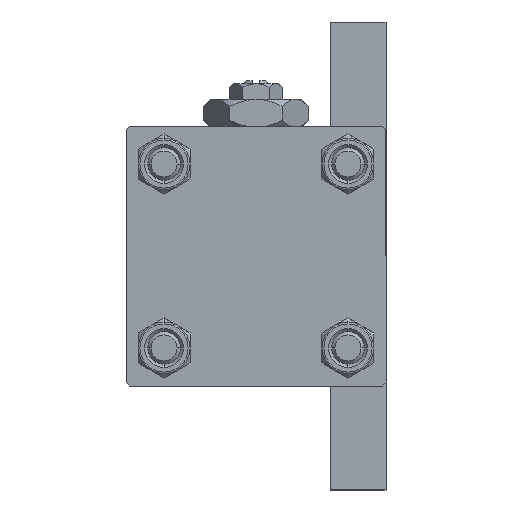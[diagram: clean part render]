
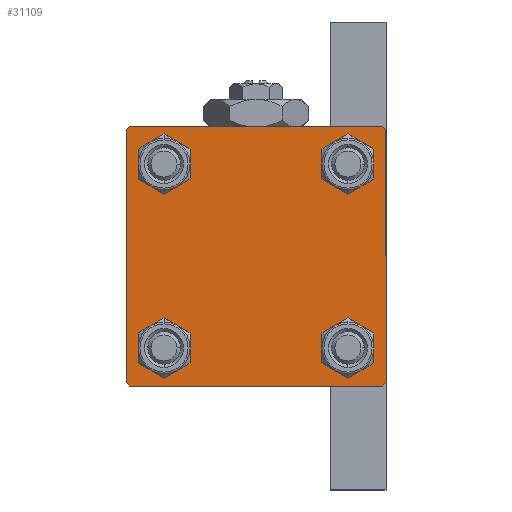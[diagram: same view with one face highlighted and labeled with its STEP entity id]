
A CAD part, left-side view. The second image highlights one B-rep face of the part: STEP entity #31109.
In plain terms, the highlighted planar face has unit normal (-1, 0, 0).
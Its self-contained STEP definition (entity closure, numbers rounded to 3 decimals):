
#94 = FACE_BOUND ( 'NONE', #1214, .T. ) ;
#322 = DIRECTION ( 'NONE',  ( 1., 0., 0. ) ) ;
#911 = DIRECTION ( 'NONE',  ( 1., 0., 0. ) ) ;
#1214 = EDGE_LOOP ( 'NONE', ( #2100, #33469 ) ) ;
#1596 = CARTESIAN_POINT ( 'NONE',  ( 0., -14.15, 14.15 ) ) ;
#2100 = ORIENTED_EDGE ( 'NONE', *, *, #26709, .T. ) ;
#2104 = EDGE_CURVE ( 'NONE', #6459, #27873, #27255, .T. ) ;
#2222 = DIRECTION ( 'NONE',  ( 1., 0., 0. ) ) ;
#3614 = EDGE_CURVE ( 'NONE', #27873, #6459, #22605, .T. ) ;
#3835 = EDGE_CURVE ( 'NONE', #25455, #38250, #7785, .T. ) ;
#3980 = CARTESIAN_POINT ( 'NONE',  ( 0., -19.75, -19.75 ) ) ;
#4004 = DIRECTION ( 'NONE',  ( 0., -1., 0. ) ) ;
#4082 = ORIENTED_EDGE ( 'NONE', *, *, #10017, .F. ) ;
#4490 = CARTESIAN_POINT ( 'NONE',  ( 0., 20., 20. ) ) ;
#5336 = AXIS2_PLACEMENT_3D ( 'NONE', #46896, #36204, #28357 ) ;
#5378 = ORIENTED_EDGE ( 'NONE', *, *, #28477, .T. ) ;
#5550 = CARTESIAN_POINT ( 'NONE',  ( 0., -14.15, -14.15 ) ) ;
#6251 = DIRECTION ( 'NONE',  ( 0., -0.707, -0.707 ) ) ;
#6459 = VERTEX_POINT ( 'NONE', #48233 ) ;
#6904 = LINE ( 'NONE', #49285, #45743 ) ;
#7588 = CARTESIAN_POINT ( 'NONE',  ( 0., 14.15, 11.15 ) ) ;
#7785 = LINE ( 'NONE', #3980, #20942 ) ;
#8158 = CARTESIAN_POINT ( 'NONE',  ( 0., -19.75, 19.75 ) ) ;
#8521 = EDGE_CURVE ( 'NONE', #43173, #25455, #24405, .T. ) ;
#8631 = EDGE_CURVE ( 'NONE', #25268, #45769, #23680, .T. ) ;
#8922 = CARTESIAN_POINT ( 'NONE',  ( 0., 20., 20. ) ) ;
#9018 = AXIS2_PLACEMENT_3D ( 'NONE', #5550, #322, #19380 ) ;
#9047 = LINE ( 'NONE', #4490, #48877 ) ;
#9148 = DIRECTION ( 'NONE',  ( 1., 0., 0. ) ) ;
#9472 = DIRECTION ( 'NONE',  ( 0., 0., 1. ) ) ;
#9595 = VERTEX_POINT ( 'NONE', #39705 ) ;
#9765 = ORIENTED_EDGE ( 'NONE', *, *, #18104, .T. ) ;
#10017 = EDGE_CURVE ( 'NONE', #20633, #20162, #9047, .T. ) ;
#10164 = CIRCLE ( 'NONE', #38545, 3. ) ;
#11793 = CIRCLE ( 'NONE', #32072, 3. ) ;
#11985 = EDGE_CURVE ( 'NONE', #20633, #46262, #42076, .T. ) ;
#12126 = CARTESIAN_POINT ( 'NONE',  ( 0., 14.15, -11.15 ) ) ;
#12357 = DIRECTION ( 'NONE',  ( 0., 0., 1. ) ) ;
#12937 = VERTEX_POINT ( 'NONE', #42816 ) ;
#13234 = ORIENTED_EDGE ( 'NONE', *, *, #3835, .T. ) ;
#13242 = EDGE_CURVE ( 'NONE', #45769, #25268, #10164, .T. ) ;
#13478 = DIRECTION ( 'NONE',  ( 0., 0., 1. ) ) ;
#14006 = VECTOR ( 'NONE', #49916, 1000. ) ;
#14146 = VERTEX_POINT ( 'NONE', #18455 ) ;
#14959 = EDGE_LOOP ( 'NONE', ( #23937, #15294 ) ) ;
#15294 = ORIENTED_EDGE ( 'NONE', *, *, #3614, .T. ) ;
#15348 = FACE_BOUND ( 'NONE', #27168, .T. ) ;
#15435 = CARTESIAN_POINT ( 'NONE',  ( 0., -14.15, 11.15 ) ) ;
#15587 = FACE_BOUND ( 'NONE', #45545, .T. ) ;
#15636 = VECTOR ( 'NONE', #36561, 1000. ) ;
#16087 = FACE_BOUND ( 'NONE', #14959, .T. ) ;
#16176 = CARTESIAN_POINT ( 'NONE',  ( 0., -19.5, -20. ) ) ;
#16213 = AXIS2_PLACEMENT_3D ( 'NONE', #27587, #911, #12357 ) ;
#17084 = DIRECTION ( 'NONE',  ( 1., 0., 0. ) ) ;
#17845 = CARTESIAN_POINT ( 'NONE',  ( 0., 14.15, -17.15 ) ) ;
#17899 = EDGE_LOOP ( 'NONE', ( #38242, #9765, #48005, #13234, #47446, #19278, #4082, #34984 ) ) ;
#18104 = EDGE_CURVE ( 'NONE', #9595, #43173, #47686, .T. ) ;
#18455 = CARTESIAN_POINT ( 'NONE',  ( 0., -14.15, -17.15 ) ) ;
#18462 = VECTOR ( 'NONE', #43187, 1000. ) ;
#18813 = CARTESIAN_POINT ( 'NONE',  ( 0., -20., -19.5 ) ) ;
#18967 = CARTESIAN_POINT ( 'NONE',  ( 0., 19.75, 19.75 ) ) ;
#19278 = ORIENTED_EDGE ( 'NONE', *, *, #27446, .T. ) ;
#19380 = DIRECTION ( 'NONE',  ( 0., 0., 1. ) ) ;
#19392 = DIRECTION ( 'NONE',  ( -1., 0., 0. ) ) ;
#19467 = DIRECTION ( 'NONE',  ( 0., -0.707, 0.707 ) ) ;
#20162 = VERTEX_POINT ( 'NONE', #27002 ) ;
#20250 = CARTESIAN_POINT ( 'NONE',  ( 0., 20., 19.5 ) ) ;
#20633 = VERTEX_POINT ( 'NONE', #43159 ) ;
#20825 = CARTESIAN_POINT ( 'NONE',  ( 0., 14.15, -14.15 ) ) ;
#20942 = VECTOR ( 'NONE', #19467, 1000. ) ;
#21068 = CARTESIAN_POINT ( 'NONE',  ( 0., 19.5, -20. ) ) ;
#22404 = DIRECTION ( 'NONE',  ( 0., 0., -1. ) ) ;
#22605 = CIRCLE ( 'NONE', #33931, 3. ) ;
#23395 = EDGE_CURVE ( 'NONE', #14146, #34973, #34041, .T. ) ;
#23680 = CIRCLE ( 'NONE', #29351, 3. ) ;
#23907 = LINE ( 'NONE', #8158, #18462 ) ;
#23937 = ORIENTED_EDGE ( 'NONE', *, *, #2104, .T. ) ;
#24192 = VERTEX_POINT ( 'NONE', #12126 ) ;
#24405 = LINE ( 'NONE', #43923, #35034 ) ;
#24421 = LINE ( 'NONE', #8922, #15636 ) ;
#24695 = AXIS2_PLACEMENT_3D ( 'NONE', #31557, #19392, #39676 ) ;
#25268 = VERTEX_POINT ( 'NONE', #15435 ) ;
#25455 = VERTEX_POINT ( 'NONE', #16176 ) ;
#25850 = DIRECTION ( 'NONE',  ( 0., 0., 1. ) ) ;
#26709 = EDGE_CURVE ( 'NONE', #34973, #14146, #48779, .T. ) ;
#26835 = ORIENTED_EDGE ( 'NONE', *, *, #33506, .T. ) ;
#27002 = CARTESIAN_POINT ( 'NONE',  ( 0., -19.5, 20. ) ) ;
#27168 = EDGE_LOOP ( 'NONE', ( #27492, #39525 ) ) ;
#27255 = CIRCLE ( 'NONE', #5336, 3. ) ;
#27446 = EDGE_CURVE ( 'NONE', #12937, #20162, #23907, .T. ) ;
#27492 = ORIENTED_EDGE ( 'NONE', *, *, #13242, .T. ) ;
#27587 = CARTESIAN_POINT ( 'NONE',  ( 0., -14.15, -14.15 ) ) ;
#27838 = AXIS2_PLACEMENT_3D ( 'NONE', #20825, #9148, #39378 ) ;
#27873 = VERTEX_POINT ( 'NONE', #7588 ) ;
#28357 = DIRECTION ( 'NONE',  ( 0., 0., 1. ) ) ;
#28477 = EDGE_CURVE ( 'NONE', #35915, #24192, #42422, .T. ) ;
#29093 = CARTESIAN_POINT ( 'NONE',  ( 0., 19.75, -19.75 ) ) ;
#29351 = AXIS2_PLACEMENT_3D ( 'NONE', #29453, #33257, #13478 ) ;
#29453 = CARTESIAN_POINT ( 'NONE',  ( 0., -14.15, 14.15 ) ) ;
#29549 = CARTESIAN_POINT ( 'NONE',  ( 0., -14.15, 17.15 ) ) ;
#30551 = EDGE_CURVE ( 'NONE', #12937, #38250, #6904, .T. ) ;
#31063 = PLANE ( 'NONE',  #24695 ) ;
#31109 = ADVANCED_FACE ( 'NONE', ( #15348, #94, #15587, #16087, #31805 ), #31063, .T. ) ;
#31557 = CARTESIAN_POINT ( 'NONE',  ( 0., 0., 0. ) ) ;
#31805 = FACE_OUTER_BOUND ( 'NONE', #17899, .T. ) ;
#32072 = AXIS2_PLACEMENT_3D ( 'NONE', #40877, #37068, #46376 ) ;
#33257 = DIRECTION ( 'NONE',  ( 1., 0., 0. ) ) ;
#33469 = ORIENTED_EDGE ( 'NONE', *, *, #23395, .T. ) ;
#33506 = EDGE_CURVE ( 'NONE', #24192, #35915, #11793, .T. ) ;
#33601 = CARTESIAN_POINT ( 'NONE',  ( 0., -14.15, -11.15 ) ) ;
#33931 = AXIS2_PLACEMENT_3D ( 'NONE', #41574, #2222, #25850 ) ;
#34041 = CIRCLE ( 'NONE', #16213, 3. ) ;
#34973 = VERTEX_POINT ( 'NONE', #33601 ) ;
#34984 = ORIENTED_EDGE ( 'NONE', *, *, #11985, .T. ) ;
#35034 = VECTOR ( 'NONE', #40121, 1000. ) ;
#35915 = VERTEX_POINT ( 'NONE', #17845 ) ;
#36204 = DIRECTION ( 'NONE',  ( 1., 0., 0. ) ) ;
#36561 = DIRECTION ( 'NONE',  ( 0., 0., -1. ) ) ;
#37068 = DIRECTION ( 'NONE',  ( 1., 0., 0. ) ) ;
#38242 = ORIENTED_EDGE ( 'NONE', *, *, #44659, .T. ) ;
#38250 = VERTEX_POINT ( 'NONE', #18813 ) ;
#38545 = AXIS2_PLACEMENT_3D ( 'NONE', #1596, #17084, #9472 ) ;
#39378 = DIRECTION ( 'NONE',  ( 0., 0., 1. ) ) ;
#39525 = ORIENTED_EDGE ( 'NONE', *, *, #8631, .T. ) ;
#39676 = DIRECTION ( 'NONE',  ( 0., 0., 1. ) ) ;
#39705 = CARTESIAN_POINT ( 'NONE',  ( 0., 20., -19.5 ) ) ;
#40121 = DIRECTION ( 'NONE',  ( 0., -1., 0. ) ) ;
#40877 = CARTESIAN_POINT ( 'NONE',  ( 0., 14.15, -14.15 ) ) ;
#41574 = CARTESIAN_POINT ( 'NONE',  ( 0., 14.15, 14.15 ) ) ;
#42027 = VECTOR ( 'NONE', #6251, 1000. ) ;
#42076 = LINE ( 'NONE', #18967, #14006 ) ;
#42422 = CIRCLE ( 'NONE', #27838, 3. ) ;
#42816 = CARTESIAN_POINT ( 'NONE',  ( 0., -20., 19.5 ) ) ;
#43159 = CARTESIAN_POINT ( 'NONE',  ( 0., 19.5, 20. ) ) ;
#43173 = VERTEX_POINT ( 'NONE', #21068 ) ;
#43187 = DIRECTION ( 'NONE',  ( 0., 0.707, 0.707 ) ) ;
#43923 = CARTESIAN_POINT ( 'NONE',  ( 0., 20., -20. ) ) ;
#44659 = EDGE_CURVE ( 'NONE', #46262, #9595, #24421, .T. ) ;
#45545 = EDGE_LOOP ( 'NONE', ( #26835, #5378 ) ) ;
#45743 = VECTOR ( 'NONE', #22404, 1000. ) ;
#45769 = VERTEX_POINT ( 'NONE', #29549 ) ;
#46262 = VERTEX_POINT ( 'NONE', #20250 ) ;
#46376 = DIRECTION ( 'NONE',  ( 0., 0., 1. ) ) ;
#46896 = CARTESIAN_POINT ( 'NONE',  ( 0., 14.15, 14.15 ) ) ;
#47446 = ORIENTED_EDGE ( 'NONE', *, *, #30551, .F. ) ;
#47686 = LINE ( 'NONE', #29093, #42027 ) ;
#48005 = ORIENTED_EDGE ( 'NONE', *, *, #8521, .T. ) ;
#48233 = CARTESIAN_POINT ( 'NONE',  ( 0., 14.15, 17.15 ) ) ;
#48779 = CIRCLE ( 'NONE', #9018, 3. ) ;
#48877 = VECTOR ( 'NONE', #4004, 1000. ) ;
#49285 = CARTESIAN_POINT ( 'NONE',  ( 0., -20., 20. ) ) ;
#49916 = DIRECTION ( 'NONE',  ( 0., 0.707, -0.707 ) ) ;
